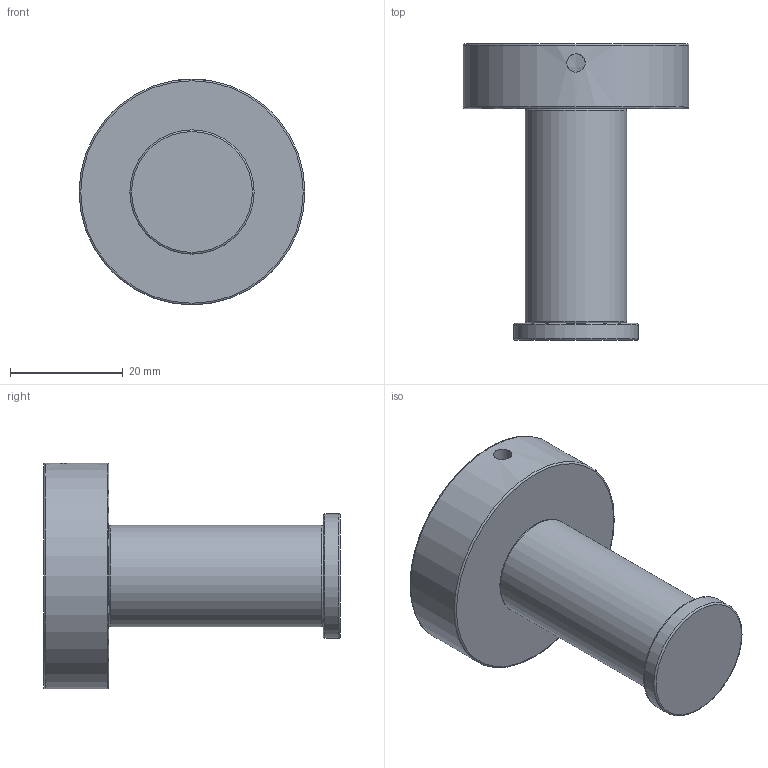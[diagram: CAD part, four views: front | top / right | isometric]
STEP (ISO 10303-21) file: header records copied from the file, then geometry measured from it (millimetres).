
FILE_DESCRIPTION(/* description */ ('Unknown'),/* implementation_level */ '2;1');
FILE_NAME(/* name */ 'CBA03',/* time_stamp */ '2016-03-15T11:20:11+01:00',/* author */ ('Unknown'),/* organization */ ('Unknown'),/* preprocessor_version */ 'ST-DEVELOPER v16.7',/* originating_system */ 'DEX',/* authorisation */ $);
FILE_SCHEMA (('AUTOMOTIVE_DESIGN {1 0 10303 214 3 1 1}'));
Length unit declared in the file: millimetre
Products named in the file (4): CBA03; APPENDINO; APPENDINO_0; APPENDINO_1
Assembly tree (3 placements, depth 2):
  CBA03
    APPENDINO
    APPENDINO_0
    APPENDINO_1
Bounding box: 40 x 52.5 x 40 mm (x, y, z)
Volume: 9475 mm3; surface area: 10120.9 mm2
Topology: 3 solids, 3 shells, 20 faces, 40 edges, 26 vertices
Faces by surface type: plane 7, cylinder 6, torus 6, cone 1
Full cylindrical faces by diameter (mm): 3.242 x1, 6.2 x1, 17 x1, 18 x1, 22 x1, 40 x1
Entity records: 575 total; most frequent: CARTESIAN_POINT 128, DIRECTION 84, AXIS2_PLACEMENT_3D 42, ORIENTED_EDGE 40, EDGE_LOOP 40, FACE_BOUND 40, EDGE_CURVE 20, VERTEX_POINT 20
